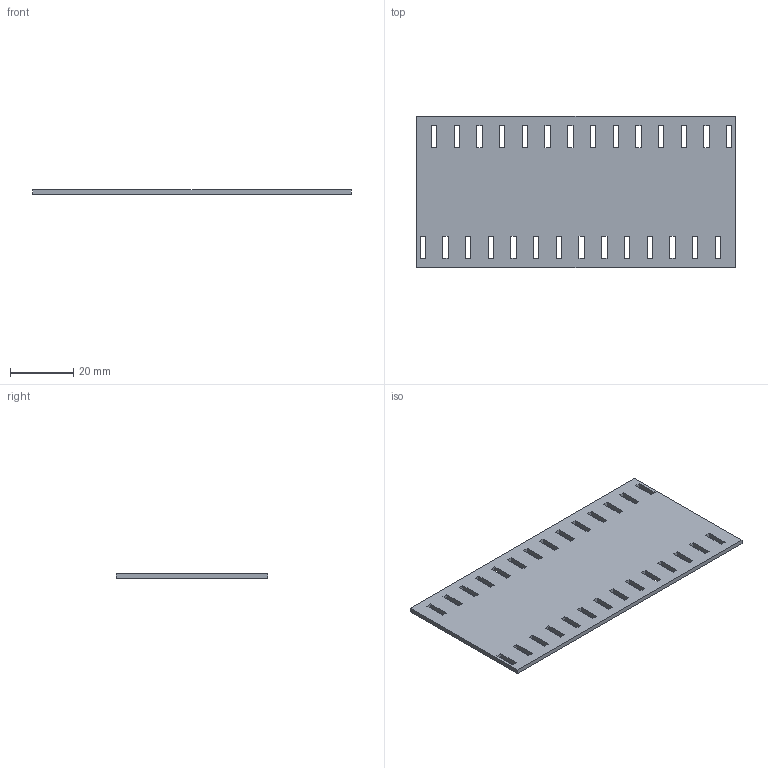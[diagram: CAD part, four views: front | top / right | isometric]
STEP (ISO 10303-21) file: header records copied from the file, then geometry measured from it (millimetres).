
FILE_DESCRIPTION (( 'STEP AP214' ), '1' );
FILE_NAME ('PCB_desolvation_region_KR.STEP', '2023-04-21T21:03:49', ( '' ), ( '' ), 'SwSTEP 2.0', 'SolidWorks 2020', '' );
FILE_SCHEMA (( 'AUTOMOTIVE_DESIGN' ));
Length unit declared in the file: millimetre
Products named in the file (1): PCB_desolvation_region_KR
Bounding box: 100.9 x 48 x 1.4 mm (x, y, z)
Volume: 6310.6 mm3; surface area: 10140.2 mm2
Topology: 1 solids, 1 shells, 267 faces, 741 edges, 494 vertices
Faces by surface type: plane 224, bspline 43
Entity records: 11147 total; most frequent: CARTESIAN_POINT 4450, ORIENTED_EDGE 1482, DIRECTION 1105, EDGE_CURVE 741, VECTOR 655, LINE 655, VERTEX_POINT 494, EDGE_LOOP 341
